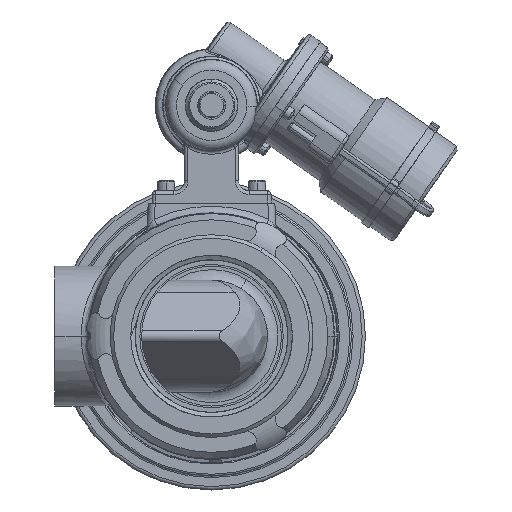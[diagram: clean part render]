
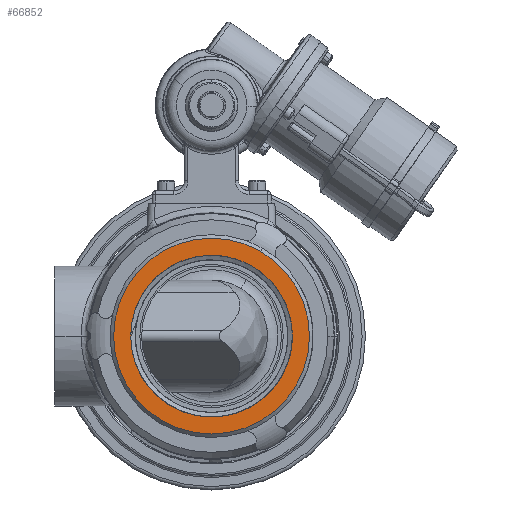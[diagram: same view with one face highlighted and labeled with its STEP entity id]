
A CAD part, left-side view. The second image highlights one B-rep face of the part: STEP entity #66852.
In plain terms, the highlighted planar face has unit normal (-1, 0, 0).
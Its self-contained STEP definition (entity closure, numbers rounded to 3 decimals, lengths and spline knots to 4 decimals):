
#60926=CARTESIAN_POINT('',(-0.759,0.,0.));
#60927=DIRECTION('',(-1.,0.,0.));
#60928=DIRECTION('',(0.,0.5,-0.866));
#60929=AXIS2_PLACEMENT_3D('',#60926,#60927,#60928);
#60931=CARTESIAN_POINT('',(-0.759,0.,0.));
#60932=DIRECTION('',(-1.,0.,0.));
#60933=DIRECTION('',(0.,-0.5,0.866));
#60934=AXIS2_PLACEMENT_3D('',#60931,#60932,#60933);
#60936=CARTESIAN_POINT('',(-0.759,-1.4042,-0.3387));
#60937=CARTESIAN_POINT('',(-0.759,-1.3881,-0.4056));
#60938=CARTESIAN_POINT('',(-0.759,-1.3467,-0.5354));
#60939=CARTESIAN_POINT('',(-0.759,-1.2582,-0.7192));
#60940=CARTESIAN_POINT('',(-0.759,-1.1448,-0.8889));
#60941=CARTESIAN_POINT('',(-0.759,-1.0053,-1.0445));
#60942=CARTESIAN_POINT('',(-0.759,-0.8397,-1.182));
#60943=CARTESIAN_POINT('',(-0.759,-0.654,-1.294));
#60944=CARTESIAN_POINT('',(-0.759,-0.4557,-1.3763));
#60945=CARTESIAN_POINT('',(-0.759,-0.2476,-1.4285));
#60946=CARTESIAN_POINT('',(-0.759,-0.0344,-1.4494));
#60947=CARTESIAN_POINT('',(-0.759,0.1807,-1.4385));
#60948=CARTESIAN_POINT('',(-0.759,0.3903,-1.3962));
#60949=CARTESIAN_POINT('',(-0.759,0.5917,-1.3235));
#60950=CARTESIAN_POINT('',(-0.759,0.7805,-1.2218));
#60951=CARTESIAN_POINT('',(-0.759,0.9544,-1.0915));
#60952=CARTESIAN_POINT('',(-0.759,1.1064,-0.9369));
#60953=CARTESIAN_POINT('',(-0.759,1.2323,-0.7638));
#60954=CARTESIAN_POINT('',(-0.759,1.3325,-0.5718));
#60955=CARTESIAN_POINT('',(-0.759,1.4029,-0.3661));
#60956=CARTESIAN_POINT('',(-0.759,1.4415,-0.1549));
#60957=CARTESIAN_POINT('',(-0.759,1.4486,0.0598));
#60958=CARTESIAN_POINT('',(-0.759,1.4237,0.2736));
#60959=CARTESIAN_POINT('',(-0.759,1.3679,0.4806));
#60960=CARTESIAN_POINT('',(-0.759,1.2807,0.6798));
#60961=CARTESIAN_POINT('',(-0.759,1.1653,0.8626));
#60962=CARTESIAN_POINT('',(-0.759,1.0257,1.0247));
#60963=CARTESIAN_POINT('',(-0.759,0.861,1.1667));
#60964=CARTESIAN_POINT('',(-0.759,0.6774,1.2818));
#60965=CARTESIAN_POINT('',(-0.759,0.4821,1.3673));
#60966=CARTESIAN_POINT('',(-0.759,0.2738,1.4237));
#60967=CARTESIAN_POINT('',(-0.759,0.0606,1.4486));
#60968=CARTESIAN_POINT('',(-0.759,-0.1568,1.4415));
#60969=CARTESIAN_POINT('',(-0.759,-0.3714,1.4015));
#60970=CARTESIAN_POINT('',(-0.759,-0.5721,1.3319));
#60971=CARTESIAN_POINT('',(-0.759,-0.7571,1.236));
#60972=CARTESIAN_POINT('',(-0.759,-0.9259,1.1151));
#60973=CARTESIAN_POINT('',(-0.759,-1.074,0.9731));
#60974=CARTESIAN_POINT('',(-0.759,-1.2007,0.8118));
#60975=CARTESIAN_POINT('',(-0.759,-1.304,0.6327));
#60976=CARTESIAN_POINT('',(-0.759,-1.3805,0.4416));
#60977=CARTESIAN_POINT('',(-0.759,-1.4292,0.2411));
#60978=CARTESIAN_POINT('',(-0.759,-1.4423,0.1052));
#60979=CARTESIAN_POINT('',(-0.759,-1.444,0.0363));
#60981=CARTESIAN_POINT('',(-0.759,-1.444,0.0363));
#60982=CARTESIAN_POINT('',(-0.759,-1.445,-0.0015));
#60983=CARTESIAN_POINT('',(-0.759,-1.444,-0.0797));
#60984=CARTESIAN_POINT('',(-0.759,-1.432,-0.2037));
#60985=CARTESIAN_POINT('',(-0.759,-1.4153,-0.2928));
#60986=CARTESIAN_POINT('',(-0.759,-1.4042,-0.3387));
#66221=CARTESIAN_POINT('',(-0.759,0.8748,-1.5151));
#66223=VERTEX_POINT('',#66221);
#66231=CARTESIAN_POINT('',(-0.759,-0.8748,1.5151));
#66232=VERTEX_POINT('',#66231);
#66339=VERTEX_POINT('',#60936);
#66340=VERTEX_POINT('',#60979);
#66835=CARTESIAN_POINT('',(-0.759,3.0248,-1.1404));
#66836=DIRECTION('',(1.,0.,0.));
#66837=DIRECTION('',(0.,-0.866,-0.5));
#66838=AXIS2_PLACEMENT_3D('',#66835,#66836,#66837);
#66839=PLANE('',#66838);
#66841=ORIENTED_EDGE('',*,*,#66840,.F.);
#66843=ORIENTED_EDGE('',*,*,#66842,.F.);
#66844=EDGE_LOOP('',(#66841,#66843));
#66845=FACE_OUTER_BOUND('',#66844,.F.);
#66847=ORIENTED_EDGE('',*,*,#66846,.F.);
#66849=ORIENTED_EDGE('',*,*,#66848,.F.);
#66850=EDGE_LOOP('',(#66847,#66849));
#66851=FACE_BOUND('',#66850,.F.);
#66852=ADVANCED_FACE('',(#66845,#66851),#66839,.F.);
#60930=CIRCLE('',#60929,1.7495);
#60935=CIRCLE('',#60934,1.7495);
#60980=B_SPLINE_CURVE_WITH_KNOTS('',3,(#60936,#60937,#60938,#60939,#60940,
#60941,#60942,#60943,#60944,#60945,#60946,#60947,#60948,#60949,#60950,#60951,
#60952,#60953,#60954,#60955,#60956,#60957,#60958,#60959,#60960,#60961,#60962,
#60963,#60964,#60965,#60966,#60967,#60968,#60969,#60970,#60971,#60972,#60973,
#60974,#60975,#60976,#60977,#60978,#60979),.UNSPECIFIED.,.F.,.F.,(4,1,1,1,1,1,1,
1,1,1,1,1,1,1,1,1,1,1,1,1,1,1,1,1,1,1,1,1,1,1,1,1,1,1,1,1,1,1,1,1,1,4),(0.,
0.0244,0.0488,0.0732,0.0976,
0.122,0.1463,0.1707,0.1951,
0.2195,0.2439,0.2683,0.2927,
0.3171,0.3415,0.3659,0.3902,
0.4146,0.439,0.4634,0.4878,
0.5122,0.5366,0.561,0.5854,
0.6098,0.6341,0.6585,0.6829,
0.7073,0.7317,0.7561,0.7805,
0.8049,0.8293,0.8537,0.878,
0.9024,0.9268,0.9512,0.9756,1.),
.UNSPECIFIED.);
#60987=B_SPLINE_CURVE_WITH_KNOTS('',3,(#60981,#60982,#60983,#60984,#60985,
#60986),.UNSPECIFIED.,.F.,.F.,(4,1,1,4),(0.,0.3333,
0.6667,1.),.UNSPECIFIED.);
#66840=EDGE_CURVE('',#66223,#66232,#60930,.T.);
#66842=EDGE_CURVE('',#66232,#66223,#60935,.T.);
#66846=EDGE_CURVE('',#66339,#66340,#60980,.T.);
#66848=EDGE_CURVE('',#66340,#66339,#60987,.T.);
